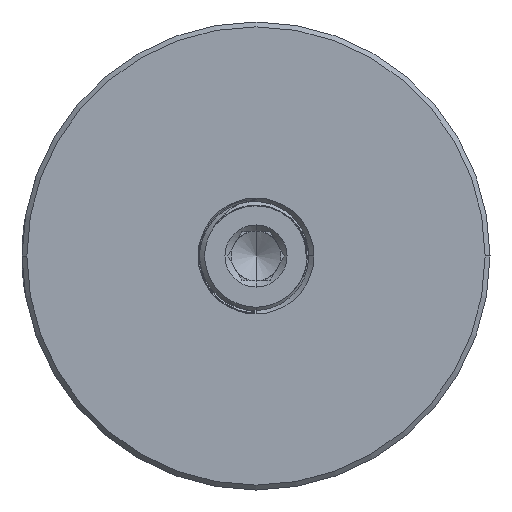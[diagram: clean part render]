
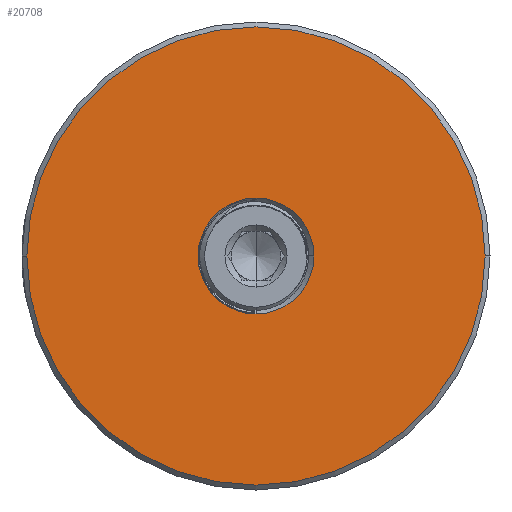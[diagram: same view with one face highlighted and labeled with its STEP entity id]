
A CAD part, left-side view. The second image highlights one B-rep face of the part: STEP entity #20708.
In plain terms, the highlighted planar face has unit normal (-1, 0, 0).
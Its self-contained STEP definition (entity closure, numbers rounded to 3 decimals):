
#227 = PLANE ( 'NONE',  #23774 ) ;
#229 = CARTESIAN_POINT ( 'NONE',  ( -29.21, 0., 0. ) ) ;
#234 = DIRECTION ( 'NONE',  ( 1., 0., 0. ) ) ;
#235 = DIRECTION ( 'NONE',  ( 0., -1., 0. ) ) ;
#11449 = EDGE_CURVE ( 'NONE', #21332, #21374, #24364, .T. ) ;
#11459 = EDGE_CURVE ( 'NONE', #21264, #21447, #24378, .T. ) ;
#12063 = EDGE_CURVE ( 'NONE', #21447, #21264, #24588, .T. ) ;
#12075 = EDGE_CURVE ( 'NONE', #21374, #21332, #24589, .T. ) ;
#17787 = CARTESIAN_POINT ( 'NONE',  ( -29.21, 18.8, 0. ) ) ;
#17852 = CARTESIAN_POINT ( 'NONE',  ( -29.21, 4.75, 0. ) ) ;
#17894 = CARTESIAN_POINT ( 'NONE',  ( -29.21, -4.75, 0. ) ) ;
#17967 = CARTESIAN_POINT ( 'NONE',  ( -29.21, -18.8, 0. ) ) ;
#20276 = EDGE_LOOP ( 'NONE', ( #21240, #21065 ) ) ;
#20305 = EDGE_LOOP ( 'NONE', ( #21078, #21082 ) ) ;
#20708 = ADVANCED_FACE ( 'NONE', ( #24793, #24798 ), #227, .F. ) ;
#21065 = ORIENTED_EDGE ( 'NONE', *, *, #12075, .T. ) ;
#21078 = ORIENTED_EDGE ( 'NONE', *, *, #12063, .T. ) ;
#21082 = ORIENTED_EDGE ( 'NONE', *, *, #11459, .T. ) ;
#21240 = ORIENTED_EDGE ( 'NONE', *, *, #11449, .T. ) ;
#21264 = VERTEX_POINT ( 'NONE', #17787 ) ;
#21332 = VERTEX_POINT ( 'NONE', #17852 ) ;
#21374 = VERTEX_POINT ( 'NONE', #17894 ) ;
#21447 = VERTEX_POINT ( 'NONE', #17967 ) ;
#23657 = AXIS2_PLACEMENT_3D ( 'NONE', #25030, #25031, #25032 ) ;
#23661 = AXIS2_PLACEMENT_3D ( 'NONE', #25086, #25087, #25088 ) ;
#23705 = AXIS2_PLACEMENT_3D ( 'NONE', #27263, #27264, #27265 ) ;
#23706 = AXIS2_PLACEMENT_3D ( 'NONE', #27299, #27300, #27301 ) ;
#23774 = AXIS2_PLACEMENT_3D ( 'NONE', #229, #234, #235 ) ;
#24364 = CIRCLE ( 'NONE', #23657, 4.75 ) ;
#24378 = CIRCLE ( 'NONE', #23661, 18.8 ) ;
#24588 = CIRCLE ( 'NONE', #23705, 18.8 ) ;
#24589 = CIRCLE ( 'NONE', #23706, 4.75 ) ;
#24793 = FACE_BOUND ( 'NONE', #20276, .T. ) ;
#24798 = FACE_OUTER_BOUND ( 'NONE', #20305, .T. ) ;
#25030 = CARTESIAN_POINT ( 'NONE',  ( -29.21, 0., 0. ) ) ;
#25031 = DIRECTION ( 'NONE',  ( 1., 0., 0. ) ) ;
#25032 = DIRECTION ( 'NONE',  ( 0., -1., 0. ) ) ;
#25086 = CARTESIAN_POINT ( 'NONE',  ( -29.21, 0., 0. ) ) ;
#25087 = DIRECTION ( 'NONE',  ( -1., 0., 0. ) ) ;
#25088 = DIRECTION ( 'NONE',  ( 0., -1., 0. ) ) ;
#27263 = CARTESIAN_POINT ( 'NONE',  ( -29.21, 0., 0. ) ) ;
#27264 = DIRECTION ( 'NONE',  ( -1., 0., 0. ) ) ;
#27265 = DIRECTION ( 'NONE',  ( 0., -1., 0. ) ) ;
#27299 = CARTESIAN_POINT ( 'NONE',  ( -29.21, 0., 0. ) ) ;
#27300 = DIRECTION ( 'NONE',  ( 1., 0., 0. ) ) ;
#27301 = DIRECTION ( 'NONE',  ( 0., -1., 0. ) ) ;
